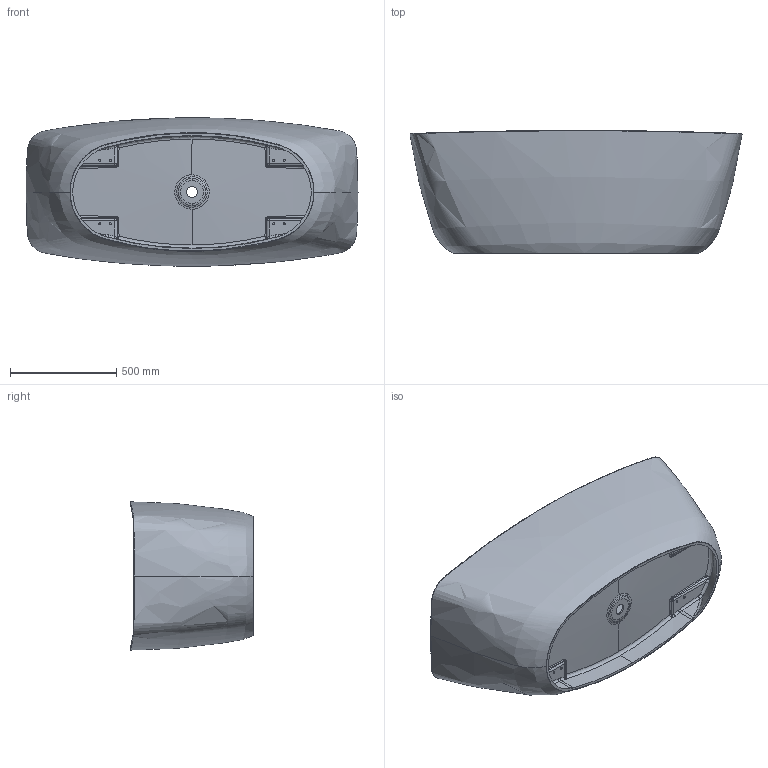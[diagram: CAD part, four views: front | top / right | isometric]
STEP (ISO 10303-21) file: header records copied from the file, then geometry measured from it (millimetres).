
FILE_DESCRIPTION (( 'STEP AP203' ), '1' );
FILE_NAME ('6301131611.STEP', '2020-12-16T22:01:43', ( '' ), ( '' ), 'SwSTEP 2.0', 'SolidWorks 2019', '' );
FILE_SCHEMA (( 'CONFIG_CONTROL_DESIGN' ));
Products named in the file (1): 6301131611
Bounding box: 1565.61 x 579.99 x 699.69 mm (x, y, z)
Volume: 46396519.8 mm3; surface area: 5453490.3 mm2
Topology: 1 solids, 1 shells, 167 faces, 400 edges, 238 vertices
Faces by surface type: bspline 82, cylinder 35, plane 26, cone 12, torus 8, sphere 4
Entity records: 34971 total; most frequent: CARTESIAN_POINT 31664, ORIENTED_EDGE 788, DIRECTION 512, EDGE_CURVE 394, VERTEX_POINT 238, AXIS2_PLACEMENT_3D 226, B_SPLINE_CURVE_WITH_KNOTS 194, EDGE_LOOP 178
